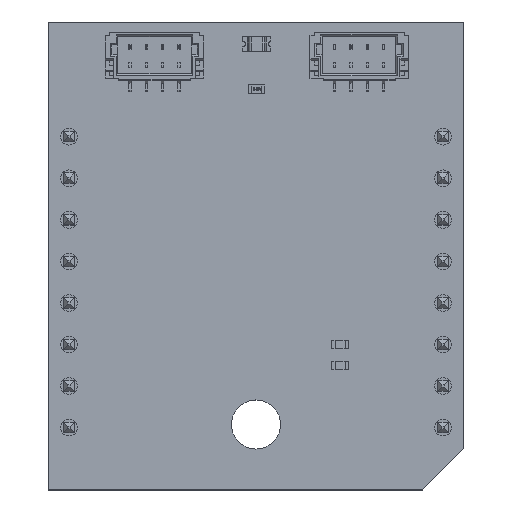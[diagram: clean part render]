
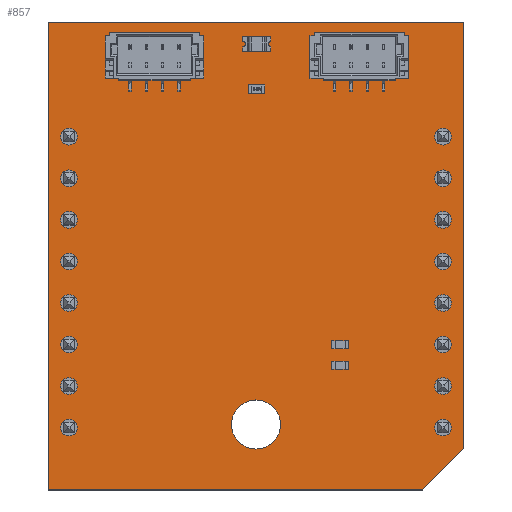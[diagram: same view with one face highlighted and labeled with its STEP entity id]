
A CAD part, top view. The second image highlights one B-rep face of the part: STEP entity #857.
In plain terms, the highlighted planar face has unit normal (0, 0, 1).
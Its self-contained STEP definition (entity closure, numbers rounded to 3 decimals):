
#84 = VERTEX_POINT('',#85);
#85 = CARTESIAN_POINT('',(0.,0.,0.197));
#91 = EDGE_CURVE('',#84,#92,#94,.T.);
#92 = VERTEX_POINT('',#93);
#93 = CARTESIAN_POINT('',(22.86,0.,0.197));
#94 = LINE('',#95,#96);
#95 = CARTESIAN_POINT('',(0.,0.,0.197));
#96 = VECTOR('',#97,1.);
#97 = DIRECTION('',(1.,0.,0.));
#122 = EDGE_CURVE('',#92,#123,#125,.T.);
#123 = VERTEX_POINT('',#124);
#124 = CARTESIAN_POINT('',(25.4,2.54,0.197));
#125 = LINE('',#126,#127);
#126 = CARTESIAN_POINT('',(22.86,0.,0.197));
#127 = VECTOR('',#128,1.);
#128 = DIRECTION('',(0.707,0.707,0.));
#153 = EDGE_CURVE('',#123,#154,#156,.T.);
#154 = VERTEX_POINT('',#155);
#155 = CARTESIAN_POINT('',(25.4,28.6,0.197));
#156 = LINE('',#157,#158);
#157 = CARTESIAN_POINT('',(25.4,2.54,0.197));
#158 = VECTOR('',#159,1.);
#159 = DIRECTION('',(0.,1.,0.));
#184 = EDGE_CURVE('',#154,#185,#187,.T.);
#185 = VERTEX_POINT('',#186);
#186 = CARTESIAN_POINT('',(0.,28.6,0.197));
#187 = LINE('',#188,#189);
#188 = CARTESIAN_POINT('',(25.4,28.6,0.197));
#189 = VECTOR('',#190,1.);
#190 = DIRECTION('',(-1.,0.,0.));
#215 = EDGE_CURVE('',#185,#84,#216,.T.);
#216 = LINE('',#217,#218);
#217 = CARTESIAN_POINT('',(0.,28.6,0.197));
#218 = VECTOR('',#219,1.);
#219 = DIRECTION('',(0.,-1.,0.));
#239 = VERTEX_POINT('',#240);
#240 = CARTESIAN_POINT('',(1.78,8.89,0.197));
#246 = EDGE_CURVE('',#239,#239,#247,.T.);
#247 = CIRCLE('',#248,0.51);
#248 = AXIS2_PLACEMENT_3D('',#249,#250,#251);
#249 = CARTESIAN_POINT('',(1.27,8.89,0.197));
#250 = DIRECTION('',(0.,0.,1.));
#251 = DIRECTION('',(1.,0.,-0.));
#272 = VERTEX_POINT('',#273);
#273 = CARTESIAN_POINT('',(1.78,11.43,0.197));
#279 = EDGE_CURVE('',#272,#272,#280,.T.);
#280 = CIRCLE('',#281,0.51);
#281 = AXIS2_PLACEMENT_3D('',#282,#283,#284);
#282 = CARTESIAN_POINT('',(1.27,11.43,0.197));
#283 = DIRECTION('',(0.,0.,1.));
#284 = DIRECTION('',(1.,0.,-0.));
#305 = VERTEX_POINT('',#306);
#306 = CARTESIAN_POINT('',(1.78,3.81,0.197));
#312 = EDGE_CURVE('',#305,#305,#313,.T.);
#313 = CIRCLE('',#314,0.51);
#314 = AXIS2_PLACEMENT_3D('',#315,#316,#317);
#315 = CARTESIAN_POINT('',(1.27,3.81,0.197));
#316 = DIRECTION('',(0.,0.,1.));
#317 = DIRECTION('',(1.,0.,-0.));
#338 = VERTEX_POINT('',#339);
#339 = CARTESIAN_POINT('',(1.78,6.35,0.197));
#345 = EDGE_CURVE('',#338,#338,#346,.T.);
#346 = CIRCLE('',#347,0.51);
#347 = AXIS2_PLACEMENT_3D('',#348,#349,#350);
#348 = CARTESIAN_POINT('',(1.27,6.35,0.197));
#349 = DIRECTION('',(0.,0.,1.));
#350 = DIRECTION('',(1.,0.,-0.));
#371 = VERTEX_POINT('',#372);
#372 = CARTESIAN_POINT('',(1.78,19.05,0.197));
#378 = EDGE_CURVE('',#371,#371,#379,.T.);
#379 = CIRCLE('',#380,0.51);
#380 = AXIS2_PLACEMENT_3D('',#381,#382,#383);
#381 = CARTESIAN_POINT('',(1.27,19.05,0.197));
#382 = DIRECTION('',(0.,0.,1.));
#383 = DIRECTION('',(1.,0.,-0.));
#404 = VERTEX_POINT('',#405);
#405 = CARTESIAN_POINT('',(1.78,21.59,0.197));
#411 = EDGE_CURVE('',#404,#404,#412,.T.);
#412 = CIRCLE('',#413,0.51);
#413 = AXIS2_PLACEMENT_3D('',#414,#415,#416);
#414 = CARTESIAN_POINT('',(1.27,21.59,0.197));
#415 = DIRECTION('',(0.,0.,1.));
#416 = DIRECTION('',(1.,0.,-0.));
#437 = VERTEX_POINT('',#438);
#438 = CARTESIAN_POINT('',(1.78,13.97,0.197));
#444 = EDGE_CURVE('',#437,#437,#445,.T.);
#445 = CIRCLE('',#446,0.51);
#446 = AXIS2_PLACEMENT_3D('',#447,#448,#449);
#447 = CARTESIAN_POINT('',(1.27,13.97,0.197));
#448 = DIRECTION('',(0.,0.,1.));
#449 = DIRECTION('',(1.,0.,-0.));
#470 = VERTEX_POINT('',#471);
#471 = CARTESIAN_POINT('',(1.78,16.51,0.197));
#477 = EDGE_CURVE('',#470,#470,#478,.T.);
#478 = CIRCLE('',#479,0.51);
#479 = AXIS2_PLACEMENT_3D('',#480,#481,#482);
#480 = CARTESIAN_POINT('',(1.27,16.51,0.197));
#481 = DIRECTION('',(0.,0.,1.));
#482 = DIRECTION('',(1.,0.,-0.));
#503 = VERTEX_POINT('',#504);
#504 = CARTESIAN_POINT('',(24.64,3.81,0.197));
#510 = EDGE_CURVE('',#503,#503,#511,.T.);
#511 = CIRCLE('',#512,0.51);
#512 = AXIS2_PLACEMENT_3D('',#513,#514,#515);
#513 = CARTESIAN_POINT('',(24.13,3.81,0.197));
#514 = DIRECTION('',(0.,0.,1.));
#515 = DIRECTION('',(1.,0.,-0.));
#536 = VERTEX_POINT('',#537);
#537 = CARTESIAN_POINT('',(14.2,4.,0.197));
#543 = EDGE_CURVE('',#536,#536,#544,.T.);
#544 = CIRCLE('',#545,1.5);
#545 = AXIS2_PLACEMENT_3D('',#546,#547,#548);
#546 = CARTESIAN_POINT('',(12.7,4.,0.197));
#547 = DIRECTION('',(0.,0.,1.));
#548 = DIRECTION('',(1.,0.,-0.));
#569 = VERTEX_POINT('',#570);
#570 = CARTESIAN_POINT('',(24.64,6.35,0.197));
#576 = EDGE_CURVE('',#569,#569,#577,.T.);
#577 = CIRCLE('',#578,0.51);
#578 = AXIS2_PLACEMENT_3D('',#579,#580,#581);
#579 = CARTESIAN_POINT('',(24.13,6.35,0.197));
#580 = DIRECTION('',(0.,0.,1.));
#581 = DIRECTION('',(1.,0.,-0.));
#602 = VERTEX_POINT('',#603);
#603 = CARTESIAN_POINT('',(24.64,8.89,0.197));
#609 = EDGE_CURVE('',#602,#602,#610,.T.);
#610 = CIRCLE('',#611,0.51);
#611 = AXIS2_PLACEMENT_3D('',#612,#613,#614);
#612 = CARTESIAN_POINT('',(24.13,8.89,0.197));
#613 = DIRECTION('',(0.,0.,1.));
#614 = DIRECTION('',(1.,0.,-0.));
#635 = VERTEX_POINT('',#636);
#636 = CARTESIAN_POINT('',(24.64,19.05,0.197));
#642 = EDGE_CURVE('',#635,#635,#643,.T.);
#643 = CIRCLE('',#644,0.51);
#644 = AXIS2_PLACEMENT_3D('',#645,#646,#647);
#645 = CARTESIAN_POINT('',(24.13,19.05,0.197));
#646 = DIRECTION('',(0.,0.,1.));
#647 = DIRECTION('',(1.,0.,-0.));
#668 = VERTEX_POINT('',#669);
#669 = CARTESIAN_POINT('',(24.64,21.59,0.197));
#675 = EDGE_CURVE('',#668,#668,#676,.T.);
#676 = CIRCLE('',#677,0.51);
#677 = AXIS2_PLACEMENT_3D('',#678,#679,#680);
#678 = CARTESIAN_POINT('',(24.13,21.59,0.197));
#679 = DIRECTION('',(0.,0.,1.));
#680 = DIRECTION('',(1.,0.,-0.));
#701 = VERTEX_POINT('',#702);
#702 = CARTESIAN_POINT('',(24.64,11.43,0.197));
#708 = EDGE_CURVE('',#701,#701,#709,.T.);
#709 = CIRCLE('',#710,0.51);
#710 = AXIS2_PLACEMENT_3D('',#711,#712,#713);
#711 = CARTESIAN_POINT('',(24.13,11.43,0.197));
#712 = DIRECTION('',(0.,0.,1.));
#713 = DIRECTION('',(1.,0.,-0.));
#734 = VERTEX_POINT('',#735);
#735 = CARTESIAN_POINT('',(24.64,16.51,0.197));
#741 = EDGE_CURVE('',#734,#734,#742,.T.);
#742 = CIRCLE('',#743,0.51);
#743 = AXIS2_PLACEMENT_3D('',#744,#745,#746);
#744 = CARTESIAN_POINT('',(24.13,16.51,0.197));
#745 = DIRECTION('',(0.,0.,1.));
#746 = DIRECTION('',(1.,0.,-0.));
#767 = VERTEX_POINT('',#768);
#768 = CARTESIAN_POINT('',(24.64,13.97,0.197));
#774 = EDGE_CURVE('',#767,#767,#775,.T.);
#775 = CIRCLE('',#776,0.51);
#776 = AXIS2_PLACEMENT_3D('',#777,#778,#779);
#777 = CARTESIAN_POINT('',(24.13,13.97,0.197));
#778 = DIRECTION('',(0.,0.,1.));
#779 = DIRECTION('',(1.,0.,-0.));
#857 = ADVANCED_FACE('',(#858,#865,#868,#871,#874,#877,#880,#883,#886,
    #889,#892,#895,#898,#901,#904,#907,#910,#913),#916,.T.);
#858 = FACE_BOUND('',#859,.T.);
#859 = EDGE_LOOP('',(#860,#861,#862,#863,#864));
#860 = ORIENTED_EDGE('',*,*,#91,.T.);
#861 = ORIENTED_EDGE('',*,*,#122,.T.);
#862 = ORIENTED_EDGE('',*,*,#153,.T.);
#863 = ORIENTED_EDGE('',*,*,#184,.T.);
#864 = ORIENTED_EDGE('',*,*,#215,.T.);
#865 = FACE_BOUND('',#866,.T.);
#866 = EDGE_LOOP('',(#867));
#867 = ORIENTED_EDGE('',*,*,#246,.F.);
#868 = FACE_BOUND('',#869,.T.);
#869 = EDGE_LOOP('',(#870));
#870 = ORIENTED_EDGE('',*,*,#279,.F.);
#871 = FACE_BOUND('',#872,.T.);
#872 = EDGE_LOOP('',(#873));
#873 = ORIENTED_EDGE('',*,*,#312,.F.);
#874 = FACE_BOUND('',#875,.T.);
#875 = EDGE_LOOP('',(#876));
#876 = ORIENTED_EDGE('',*,*,#345,.F.);
#877 = FACE_BOUND('',#878,.T.);
#878 = EDGE_LOOP('',(#879));
#879 = ORIENTED_EDGE('',*,*,#378,.F.);
#880 = FACE_BOUND('',#881,.T.);
#881 = EDGE_LOOP('',(#882));
#882 = ORIENTED_EDGE('',*,*,#411,.F.);
#883 = FACE_BOUND('',#884,.T.);
#884 = EDGE_LOOP('',(#885));
#885 = ORIENTED_EDGE('',*,*,#444,.F.);
#886 = FACE_BOUND('',#887,.T.);
#887 = EDGE_LOOP('',(#888));
#888 = ORIENTED_EDGE('',*,*,#477,.F.);
#889 = FACE_BOUND('',#890,.T.);
#890 = EDGE_LOOP('',(#891));
#891 = ORIENTED_EDGE('',*,*,#510,.F.);
#892 = FACE_BOUND('',#893,.T.);
#893 = EDGE_LOOP('',(#894));
#894 = ORIENTED_EDGE('',*,*,#543,.F.);
#895 = FACE_BOUND('',#896,.T.);
#896 = EDGE_LOOP('',(#897));
#897 = ORIENTED_EDGE('',*,*,#576,.F.);
#898 = FACE_BOUND('',#899,.T.);
#899 = EDGE_LOOP('',(#900));
#900 = ORIENTED_EDGE('',*,*,#609,.F.);
#901 = FACE_BOUND('',#902,.T.);
#902 = EDGE_LOOP('',(#903));
#903 = ORIENTED_EDGE('',*,*,#642,.F.);
#904 = FACE_BOUND('',#905,.T.);
#905 = EDGE_LOOP('',(#906));
#906 = ORIENTED_EDGE('',*,*,#675,.F.);
#907 = FACE_BOUND('',#908,.T.);
#908 = EDGE_LOOP('',(#909));
#909 = ORIENTED_EDGE('',*,*,#708,.F.);
#910 = FACE_BOUND('',#911,.T.);
#911 = EDGE_LOOP('',(#912));
#912 = ORIENTED_EDGE('',*,*,#741,.F.);
#913 = FACE_BOUND('',#914,.T.);
#914 = EDGE_LOOP('',(#915));
#915 = ORIENTED_EDGE('',*,*,#774,.F.);
#916 = PLANE('',#917);
#917 = AXIS2_PLACEMENT_3D('',#918,#919,#920);
#918 = CARTESIAN_POINT('',(12.51,14.512,0.197));
#919 = DIRECTION('',(0.,0.,1.));
#920 = DIRECTION('',(1.,0.,-0.));
